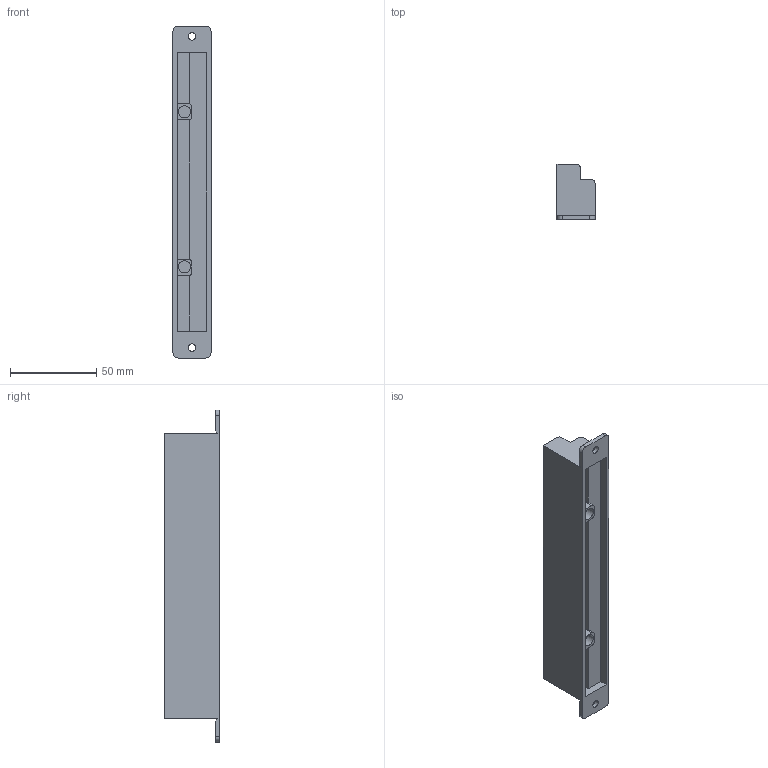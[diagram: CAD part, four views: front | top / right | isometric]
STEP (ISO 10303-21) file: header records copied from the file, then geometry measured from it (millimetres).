
FILE_DESCRIPTION(/* description */ (''),/* implementation_level */ '2;1');
FILE_NAME(/* name */ '',/* time_stamp */ '2025-11-14T10:55:56+09:00',/* author */ ('7890'),/* organization */ (''),/* preprocessor_version */ 'ST-DEVELOPER v20.1',/* originating_system */ 'Autodesk Inventor 2026',/* authorisation */ '');
FILE_SCHEMA (('AUTOMOTIVE_DESIGN { 1 0 10303 214 3 1 1 }'));
Length unit declared in the file: millimetre
Products named in the file (3): DC-20P 조립품; DC-20P; DIN 7985 (H) - M3.5x6-H
Assembly tree (41 placements, depth 2):
  DC-20P 조립품
    DC-20P
    DIN 7985 (H) - M3.5x6-H  x40
Bounding box: 22 x 32 x 192.1 mm (x, y, z)
Volume: 60501.4 mm3; surface area: 45527.8 mm2
Topology: 41 solids, 41 shells, 2289 faces, 6172 edges, 4048 vertices
Faces by surface type: plane 1395, cone 600, cylinder 214, sphere 40, torus 40
Full cylindrical faces by diameter (mm): 3.2 x40, 3.5 x40, 3.7 x40, 4.3 x2, 7 x2
Entity records: 24824 total; most frequent: CARTESIAN_POINT 4372, ORIENTED_EDGE 4232, DIRECTION 4117, EDGE_CURVE 2116, LINE 1777, VECTOR 1777, VERTEX_POINT 1357, AXIS2_PLACEMENT_3D 1170
